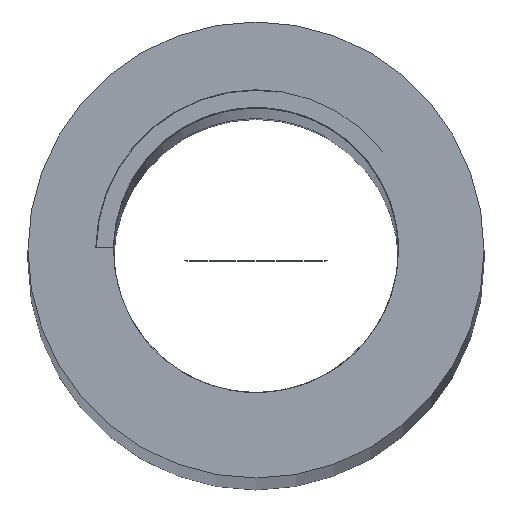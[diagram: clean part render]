
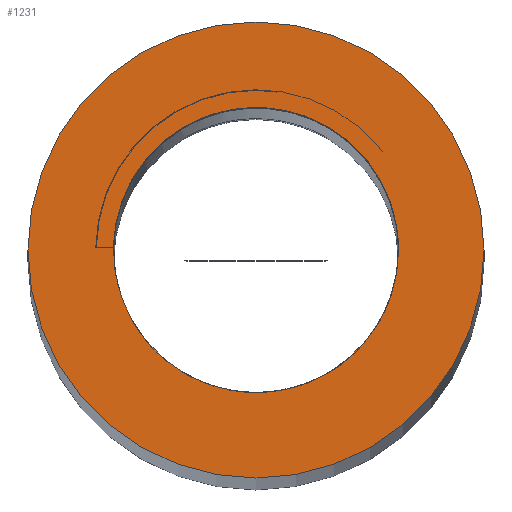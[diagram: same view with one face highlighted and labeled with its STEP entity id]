
A CAD part, top view. The second image highlights one B-rep face of the part: STEP entity #1231.
In plain terms, the highlighted planar face has unit normal (0, 0, 1).
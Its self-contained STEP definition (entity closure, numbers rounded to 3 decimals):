
#209 = VERTEX_POINT ( 'NONE', #213 ) ;
#213 = CARTESIAN_POINT ( 'NONE',  ( 5., 0., 240. ) ) ;
#274 = DIRECTION ( 'NONE',  ( 1., 0., 0. ) ) ;
#331 = DIRECTION ( 'NONE',  ( 0., 0., 1. ) ) ;
#385 = ORIENTED_EDGE ( 'NONE', *, *, #1248, .F. ) ;
#413 = ORIENTED_EDGE ( 'NONE', *, *, #2226, .F. ) ;
#430 = CIRCLE ( 'NONE', #1063, 5. ) ;
#512 = FACE_BOUND ( 'NONE', #799, .T. ) ;
#543 = DIRECTION ( 'NONE',  ( 1., 0., 0. ) ) ;
#545 = DIRECTION ( 'NONE',  ( 0., 0., 1. ) ) ;
#580 = CIRCLE ( 'NONE', #2826, 8. ) ;
#581 = DIRECTION ( 'NONE',  ( 0., 0., 1. ) ) ;
#706 = DIRECTION ( 'NONE',  ( 1., 0., 0. ) ) ;
#799 = EDGE_LOOP ( 'NONE', ( #413, #2737, #385 ) ) ;
#809 = CARTESIAN_POINT ( 'NONE',  ( -8., 0., 240. ) ) ;
#824 = CARTESIAN_POINT ( 'NONE',  ( 0., 0., 240. ) ) ;
#919 = AXIS2_PLACEMENT_3D ( 'NONE', #2368, #545, #274 ) ;
#969 = CARTESIAN_POINT ( 'NONE',  ( 0., 0., 240. ) ) ;
#1063 = AXIS2_PLACEMENT_3D ( 'NONE', #824, #331, #1296 ) ;
#1107 = CIRCLE ( 'NONE', #919, 5. ) ;
#1132 = ORIENTED_EDGE ( 'NONE', *, *, #1759, .T. ) ;
#1189 = CARTESIAN_POINT ( 'NONE',  ( 0., 0., 240. ) ) ;
#1212 = DIRECTION ( 'NONE',  ( 0., 0., 1. ) ) ;
#1231 = ADVANCED_FACE ( 'NONE', ( #512, #2184 ), #2632, .T. ) ;
#1248 = EDGE_CURVE ( 'NONE', #1356, #209, #430, .T. ) ;
#1268 = CARTESIAN_POINT ( 'NONE',  ( -4.999, 0.087, 240. ) ) ;
#1283 = CARTESIAN_POINT ( 'NONE',  ( 0., 0., 240. ) ) ;
#1284 = EDGE_LOOP ( 'NONE', ( #1132, #1826 ) ) ;
#1296 = DIRECTION ( 'NONE',  ( 1., 0., 0. ) ) ;
#1323 = VERTEX_POINT ( 'NONE', #1268 ) ;
#1356 = VERTEX_POINT ( 'NONE', #2449 ) ;
#1433 = EDGE_CURVE ( 'NONE', #1576, #1502, #2393, .T. ) ;
#1502 = VERTEX_POINT ( 'NONE', #809 ) ;
#1541 = DIRECTION ( 'NONE',  ( 0., 0., 1. ) ) ;
#1576 = VERTEX_POINT ( 'NONE', #1820 ) ;
#1759 = EDGE_CURVE ( 'NONE', #1502, #1576, #580, .T. ) ;
#1798 = AXIS2_PLACEMENT_3D ( 'NONE', #969, #1212, #543 ) ;
#1820 = CARTESIAN_POINT ( 'NONE',  ( 8., 0., 240. ) ) ;
#1826 = ORIENTED_EDGE ( 'NONE', *, *, #1433, .T. ) ;
#1948 = AXIS2_PLACEMENT_3D ( 'NONE', #1283, #1541, #2690 ) ;
#2001 = CIRCLE ( 'NONE', #2681, 5. ) ;
#2131 = DIRECTION ( 'NONE',  ( 0., 0., 1. ) ) ;
#2184 = FACE_OUTER_BOUND ( 'NONE', #1284, .T. ) ;
#2226 = EDGE_CURVE ( 'NONE', #1323, #1356, #1107, .T. ) ;
#2248 = DIRECTION ( 'NONE',  ( 1., 0., 0. ) ) ;
#2368 = CARTESIAN_POINT ( 'NONE',  ( 0., 0., 240. ) ) ;
#2393 = CIRCLE ( 'NONE', #1948, 8. ) ;
#2449 = CARTESIAN_POINT ( 'NONE',  ( -5., 0., 240. ) ) ;
#2632 = PLANE ( 'NONE',  #1798 ) ;
#2656 = CARTESIAN_POINT ( 'NONE',  ( 0., 0., 240. ) ) ;
#2681 = AXIS2_PLACEMENT_3D ( 'NONE', #1189, #2131, #706 ) ;
#2690 = DIRECTION ( 'NONE',  ( 1., 0., 0. ) ) ;
#2737 = ORIENTED_EDGE ( 'NONE', *, *, #2914, .F. ) ;
#2826 = AXIS2_PLACEMENT_3D ( 'NONE', #2656, #581, #2248 ) ;
#2914 = EDGE_CURVE ( 'NONE', #209, #1323, #2001, .T. ) ;
